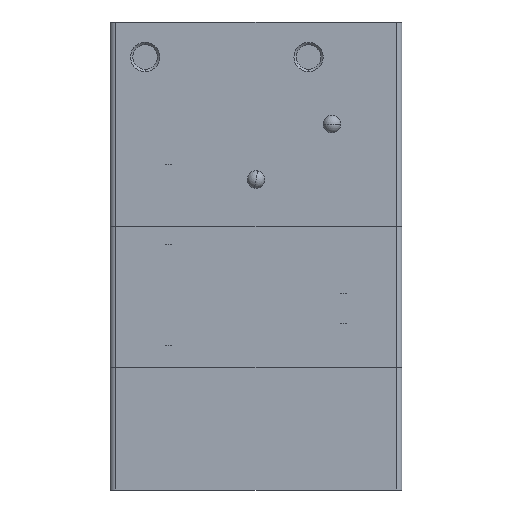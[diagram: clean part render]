
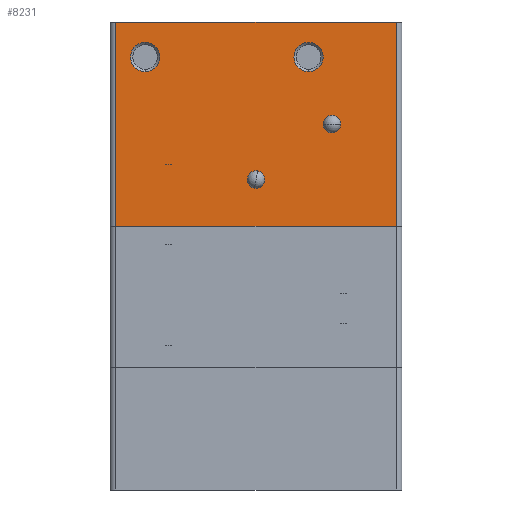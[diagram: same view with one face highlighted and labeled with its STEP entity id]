
A CAD part, front view. The second image highlights one B-rep face of the part: STEP entity #8231.
In plain terms, the highlighted planar face has unit normal (0, -1, 0).
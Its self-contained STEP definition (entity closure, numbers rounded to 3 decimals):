
#3 = FACE_BOUND ( 'NONE', #5397, .T. ) ;
#57 = VERTEX_POINT ( 'NONE', #6086 ) ;
#67 = ORIENTED_EDGE ( 'NONE', *, *, #4846, .T. ) ;
#138 = CARTESIAN_POINT ( 'NONE',  ( 38., 0., 17.5 ) ) ;
#190 = EDGE_CURVE ( 'NONE', #10895, #10152, #9289, .T. ) ;
#286 = DIRECTION ( 'NONE',  ( 0., 0., -1. ) ) ;
#310 = DIRECTION ( 'NONE',  ( 0., -1., 0. ) ) ;
#327 = CIRCLE ( 'NONE', #8238, 2.505 ) ;
#479 = DIRECTION ( 'NONE',  ( 0., -1., 0. ) ) ;
#761 = EDGE_CURVE ( 'NONE', #10447, #8908, #327, .T. ) ;
#826 = AXIS2_PLACEMENT_3D ( 'NONE', #10813, #4944, #11778 ) ;
#852 = ORIENTED_EDGE ( 'NONE', *, *, #190, .F. ) ;
#1008 = EDGE_CURVE ( 'NONE', #10612, #10152, #5447, .T. ) ;
#1109 = DIRECTION ( 'NONE',  ( 0., 0., -1. ) ) ;
#1343 = CARTESIAN_POINT ( 'NONE',  ( 0., 0., 35. ) ) ;
#1364 = ORIENTED_EDGE ( 'NONE', *, *, #6871, .F. ) ;
#1397 = DIRECTION ( 'NONE',  ( 1., 0., 0. ) ) ;
#1572 = CARTESIAN_POINT ( 'NONE',  ( 6., 0., 31.505 ) ) ;
#1628 = CARTESIAN_POINT ( 'NONE',  ( 49., 0., 0. ) ) ;
#1652 = VECTOR ( 'NONE', #2990, 1000. ) ;
#1988 = AXIS2_PLACEMENT_3D ( 'NONE', #12047, #6187, #286 ) ;
#2063 = CARTESIAN_POINT ( 'NONE',  ( 34., 0., 29. ) ) ;
#2133 = DIRECTION ( 'NONE',  ( 1., 0., 0. ) ) ;
#2490 = EDGE_LOOP ( 'NONE', ( #4814, #5549 ) ) ;
#2568 = EDGE_CURVE ( 'NONE', #7703, #7402, #10467, .T. ) ;
#2651 = FACE_OUTER_BOUND ( 'NONE', #11501, .T. ) ;
#2719 = CARTESIAN_POINT ( 'NONE',  ( 49., 0., 35. ) ) ;
#2753 = CARTESIAN_POINT ( 'NONE',  ( 0., 0., 35. ) ) ;
#2772 = AXIS2_PLACEMENT_3D ( 'NONE', #2063, #8977, #3092 ) ;
#2825 = AXIS2_PLACEMENT_3D ( 'NONE', #2851, #9738, #3848 ) ;
#2851 = CARTESIAN_POINT ( 'NONE',  ( 6., 0., 29. ) ) ;
#2887 = ORIENTED_EDGE ( 'NONE', *, *, #1008, .T. ) ;
#2931 = EDGE_CURVE ( 'NONE', #2958, #10925, #6891, .T. ) ;
#2958 = VERTEX_POINT ( 'NONE', #12081 ) ;
#2990 = DIRECTION ( 'NONE',  ( 0., 0., -1. ) ) ;
#3012 = VERTEX_POINT ( 'NONE', #7271 ) ;
#3092 = DIRECTION ( 'NONE',  ( 0., 0., -1. ) ) ;
#3236 = ORIENTED_EDGE ( 'NONE', *, *, #2568, .F. ) ;
#3320 = CARTESIAN_POINT ( 'NONE',  ( 6., 0., 26.495 ) ) ;
#3400 = CARTESIAN_POINT ( 'NONE',  ( 25., 0., 8. ) ) ;
#3774 = DIRECTION ( 'NONE',  ( 0., 0., 1. ) ) ;
#3826 = AXIS2_PLACEMENT_3D ( 'NONE', #6374, #479, #7357 ) ;
#3848 = DIRECTION ( 'NONE',  ( 0., 0., -1. ) ) ;
#3974 = VERTEX_POINT ( 'NONE', #12374 ) ;
#4266 = AXIS2_PLACEMENT_3D ( 'NONE', #138, #7040, #1109 ) ;
#4393 = DIRECTION ( 'NONE',  ( 0., 0., -1. ) ) ;
#4746 = VECTOR ( 'NONE', #2133, 1000. ) ;
#4814 = ORIENTED_EDGE ( 'NONE', *, *, #761, .F. ) ;
#4846 = EDGE_CURVE ( 'NONE', #3012, #10612, #7369, .T. ) ;
#4899 = CARTESIAN_POINT ( 'NONE',  ( 1., 0., 35. ) ) ;
#4944 = DIRECTION ( 'NONE',  ( 0., -1., 0. ) ) ;
#5397 = EDGE_LOOP ( 'NONE', ( #3236, #7989 ) ) ;
#5447 = LINE ( 'NONE', #2719, #10660 ) ;
#5530 = LINE ( 'NONE', #8840, #1652 ) ;
#5540 = CARTESIAN_POINT ( 'NONE',  ( 34., 0., 26.495 ) ) ;
#5549 = ORIENTED_EDGE ( 'NONE', *, *, #7957, .F. ) ;
#6058 = CARTESIAN_POINT ( 'NONE',  ( 0., 0., 0. ) ) ;
#6086 = CARTESIAN_POINT ( 'NONE',  ( 25., 0., 9.5 ) ) ;
#6169 = CARTESIAN_POINT ( 'NONE',  ( 34., 0., 31.505 ) ) ;
#6187 = DIRECTION ( 'NONE',  ( 0., -1., 0. ) ) ;
#6207 = CARTESIAN_POINT ( 'NONE',  ( 6., 0., 29. ) ) ;
#6374 = CARTESIAN_POINT ( 'NONE',  ( 34., 0., 29. ) ) ;
#6392 = CARTESIAN_POINT ( 'NONE',  ( 49., 0., 35. ) ) ;
#6686 = VECTOR ( 'NONE', #1397, 1000. ) ;
#6871 = EDGE_CURVE ( 'NONE', #57, #3974, #7134, .T. ) ;
#6891 = CIRCLE ( 'NONE', #4266, 1.5 ) ;
#7040 = DIRECTION ( 'NONE',  ( 0., -1., 0. ) ) ;
#7134 = CIRCLE ( 'NONE', #10386, 1.5 ) ;
#7201 = DIRECTION ( 'NONE',  ( 0., 0., -1. ) ) ;
#7271 = CARTESIAN_POINT ( 'NONE',  ( 1., 0., 0. ) ) ;
#7305 = ORIENTED_EDGE ( 'NONE', *, *, #9897, .T. ) ;
#7357 = DIRECTION ( 'NONE',  ( 0., 0., -1. ) ) ;
#7369 = LINE ( 'NONE', #6058, #4746 ) ;
#7402 = VERTEX_POINT ( 'NONE', #6169 ) ;
#7600 = PLANE ( 'NONE',  #9808 ) ;
#7703 = VERTEX_POINT ( 'NONE', #5540 ) ;
#7896 = FACE_BOUND ( 'NONE', #9361, .T. ) ;
#7904 = CIRCLE ( 'NONE', #2825, 2.505 ) ;
#7939 = CARTESIAN_POINT ( 'NONE',  ( 38., 0., 19. ) ) ;
#7957 = EDGE_CURVE ( 'NONE', #8908, #10447, #7904, .T. ) ;
#7989 = ORIENTED_EDGE ( 'NONE', *, *, #8574, .F. ) ;
#8157 = ORIENTED_EDGE ( 'NONE', *, *, #10404, .F. ) ;
#8231 = ADVANCED_FACE ( 'NONE', ( #3, #10168, #7896, #10803, #2651 ), #7600, .F. ) ;
#8238 = AXIS2_PLACEMENT_3D ( 'NONE', #6207, #310, #7201 ) ;
#8472 = EDGE_LOOP ( 'NONE', ( #11248, #11834 ) ) ;
#8574 = EDGE_CURVE ( 'NONE', #7402, #7703, #10779, .T. ) ;
#8840 = CARTESIAN_POINT ( 'NONE',  ( 1., 0., 35. ) ) ;
#8908 = VERTEX_POINT ( 'NONE', #1572 ) ;
#8977 = DIRECTION ( 'NONE',  ( 0., -1., 0. ) ) ;
#9289 = LINE ( 'NONE', #1343, #6686 ) ;
#9361 = EDGE_LOOP ( 'NONE', ( #8157, #1364 ) ) ;
#9522 = CIRCLE ( 'NONE', #826, 1.5 ) ;
#9645 = DIRECTION ( 'NONE',  ( 0., 1., 0. ) ) ;
#9664 = CIRCLE ( 'NONE', #1988, 1.5 ) ;
#9738 = DIRECTION ( 'NONE',  ( 0., -1., 0. ) ) ;
#9808 = AXIS2_PLACEMENT_3D ( 'NONE', #2753, #9645, #3774 ) ;
#9897 = EDGE_CURVE ( 'NONE', #10895, #3012, #5530, .T. ) ;
#10152 = VERTEX_POINT ( 'NONE', #6392 ) ;
#10168 = FACE_BOUND ( 'NONE', #2490, .T. ) ;
#10247 = DIRECTION ( 'NONE',  ( 0., -1., 0. ) ) ;
#10386 = AXIS2_PLACEMENT_3D ( 'NONE', #3400, #10247, #4393 ) ;
#10404 = EDGE_CURVE ( 'NONE', #3974, #57, #9664, .T. ) ;
#10447 = VERTEX_POINT ( 'NONE', #3320 ) ;
#10467 = CIRCLE ( 'NONE', #2772, 2.505 ) ;
#10599 = DIRECTION ( 'NONE',  ( 0., 0., 1. ) ) ;
#10612 = VERTEX_POINT ( 'NONE', #1628 ) ;
#10660 = VECTOR ( 'NONE', #10599, 1000. ) ;
#10779 = CIRCLE ( 'NONE', #3826, 2.505 ) ;
#10803 = FACE_BOUND ( 'NONE', #8472, .T. ) ;
#10813 = CARTESIAN_POINT ( 'NONE',  ( 38., 0., 17.5 ) ) ;
#10895 = VERTEX_POINT ( 'NONE', #4899 ) ;
#10925 = VERTEX_POINT ( 'NONE', #7939 ) ;
#11248 = ORIENTED_EDGE ( 'NONE', *, *, #2931, .F. ) ;
#11501 = EDGE_LOOP ( 'NONE', ( #852, #7305, #67, #2887 ) ) ;
#11778 = DIRECTION ( 'NONE',  ( 0., 0., -1. ) ) ;
#11834 = ORIENTED_EDGE ( 'NONE', *, *, #12246, .F. ) ;
#12047 = CARTESIAN_POINT ( 'NONE',  ( 25., 0., 8. ) ) ;
#12081 = CARTESIAN_POINT ( 'NONE',  ( 38., 0., 16. ) ) ;
#12246 = EDGE_CURVE ( 'NONE', #10925, #2958, #9522, .T. ) ;
#12374 = CARTESIAN_POINT ( 'NONE',  ( 25., 0., 6.5 ) ) ;
